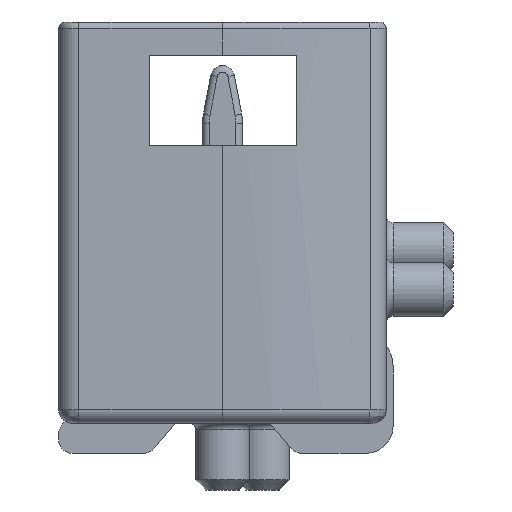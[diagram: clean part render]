
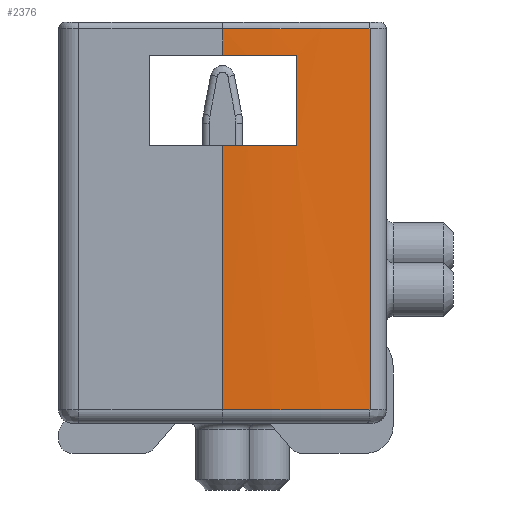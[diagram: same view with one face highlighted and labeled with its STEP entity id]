
A CAD part, left-side view. The second image highlights one B-rep face of the part: STEP entity #2376.
In plain terms, the highlighted cylindrical face has radius 12 mm (diameter 24 mm), a partial arc.
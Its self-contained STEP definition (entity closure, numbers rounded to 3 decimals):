
#1747=CYLINDRICAL_SURFACE('',#10490,12.);
#1927=FACE_OUTER_BOUND('',#3165,.T.);
#2376=ADVANCED_FACE('',(#1927),#1747,.T.);
#3165=EDGE_LOOP('',(#4296,#4297,#4298,#4299,#4300,#4301,#4302,#4303));
#3646=CIRCLE('',#10472,12.);
#3655=CIRCLE('',#10487,12.);
#3656=CIRCLE('',#10488,12.);
#3657=CIRCLE('',#10489,12.);
#4296=ORIENTED_EDGE('',*,*,#7471,.T.);
#4297=ORIENTED_EDGE('',*,*,#7472,.T.);
#4298=ORIENTED_EDGE('',*,*,#7473,.F.);
#4299=ORIENTED_EDGE('',*,*,#7474,.T.);
#4300=ORIENTED_EDGE('',*,*,#7475,.T.);
#4301=ORIENTED_EDGE('',*,*,#7476,.T.);
#4302=ORIENTED_EDGE('',*,*,#7265,.F.);
#4303=ORIENTED_EDGE('',*,*,#7407,.T.);
#6486=VERTEX_POINT('',#13888);
#6487=VERTEX_POINT('',#13890);
#6615=VERTEX_POINT('',#14197);
#6668=VERTEX_POINT('',#14321);
#6669=VERTEX_POINT('',#14323);
#6670=VERTEX_POINT('',#14325);
#6671=VERTEX_POINT('',#14327);
#6672=VERTEX_POINT('',#14329);
#7265=EDGE_CURVE('',#6486,#6487,#8496,.T.);
#7407=EDGE_CURVE('',#6486,#6615,#3646,.T.);
#7471=EDGE_CURVE('',#6615,#6668,#8676,.T.);
#7472=EDGE_CURVE('',#6668,#6669,#3655,.T.);
#7473=EDGE_CURVE('',#6670,#6669,#8677,.T.);
#7474=EDGE_CURVE('',#6670,#6671,#3656,.T.);
#7475=EDGE_CURVE('',#6671,#6672,#8678,.T.);
#7476=EDGE_CURVE('',#6672,#6487,#3657,.T.);
#8496=LINE('',#13889,#9336);
#8676=LINE('',#14320,#9516);
#8677=LINE('',#14324,#9517);
#8678=LINE('',#14328,#9518);
#9336=VECTOR('',#11343,1.);
#9516=VECTOR('',#11623,1.);
#9517=VECTOR('',#11626,1.);
#9518=VECTOR('',#11629,1.);
#10472=AXIS2_PLACEMENT_3D('',#14198,#11538,#11539);
#10487=AXIS2_PLACEMENT_3D('',#14322,#11624,#11625);
#10488=AXIS2_PLACEMENT_3D('',#14326,#11627,#11628);
#10489=AXIS2_PLACEMENT_3D('',#14330,#11630,#11631);
#10490=AXIS2_PLACEMENT_3D('',#14331,#11632,#11633);
#11343=DIRECTION('',(0.,0.,1.));
#11538=DIRECTION('',(0.,0.,-1.));
#11539=DIRECTION('',(1.,0.,0.));
#11623=DIRECTION('',(0.,0.,-1.));
#11624=DIRECTION('',(0.,0.,1.));
#11625=DIRECTION('',(-1.,0.,0.));
#11626=DIRECTION('',(0.,0.,-1.));
#11627=DIRECTION('',(0.,0.,-1.));
#11628=DIRECTION('',(1.,0.,0.));
#11629=DIRECTION('',(0.,0.,-1.));
#11630=DIRECTION('',(0.,0.,1.));
#11631=DIRECTION('',(-1.,0.,0.));
#11632=DIRECTION('',(0.,0.,-1.));
#11633=DIRECTION('',(-1.,0.,0.));
#13888=CARTESIAN_POINT('',(-3.874,-1.1,4.15));
#13889=CARTESIAN_POINT('',(-3.874,-1.1,6.));
#13890=CARTESIAN_POINT('',(-3.874,-1.1,5.5));
#14197=CARTESIAN_POINT('',(-3.925,0.,4.15));
#14198=CARTESIAN_POINT('',(8.075,0.,4.15));
#14320=CARTESIAN_POINT('',(-3.925,0.,6.));
#14321=CARTESIAN_POINT('',(-3.925,0.,0.2));
#14322=CARTESIAN_POINT('',(8.075,0.,0.2));
#14323=CARTESIAN_POINT('',(-3.721,-2.205,0.2));
#14324=CARTESIAN_POINT('',(-3.721,-2.205,6.));
#14325=CARTESIAN_POINT('',(-3.721,-2.205,5.9));
#14326=CARTESIAN_POINT('',(8.075,0.,5.9));
#14327=CARTESIAN_POINT('',(-3.925,0.,5.9));
#14328=CARTESIAN_POINT('',(-3.925,0.,6.));
#14329=CARTESIAN_POINT('',(-3.925,0.,5.5));
#14330=CARTESIAN_POINT('',(8.075,0.,5.5));
#14331=CARTESIAN_POINT('',(8.075,0.,6.));
